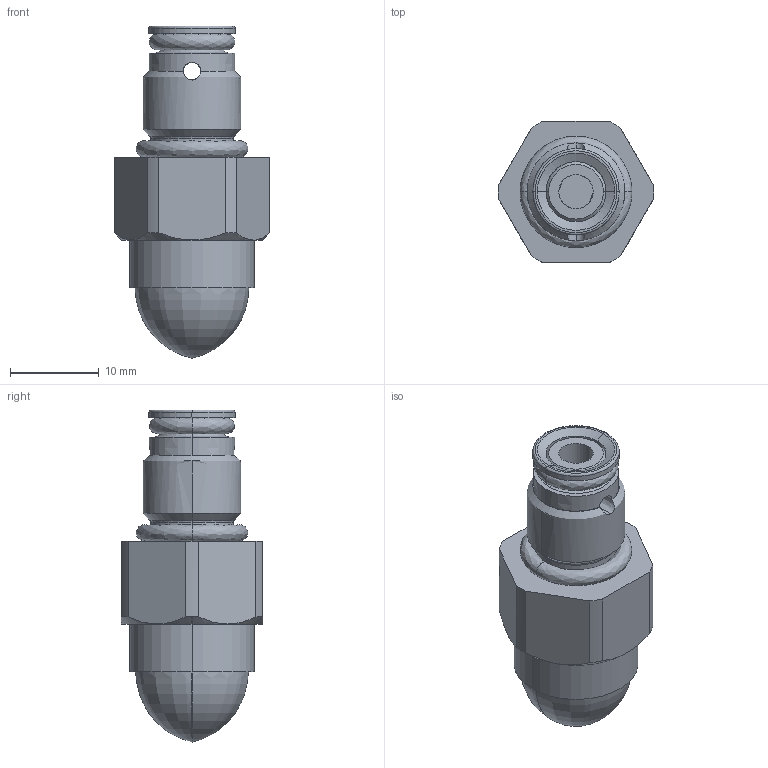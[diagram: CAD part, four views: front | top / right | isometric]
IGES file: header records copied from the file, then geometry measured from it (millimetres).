
Start section:  PTC IGES file: ilc70203771.igs
Global section: file name: ilc70203771.igs; native system: Pro/ENGINEER by Parametric Technology Corporation; preprocessor: 2007460; author: KR; organization: Unknown; date: 20110801.135852; units: inch
Bounding box: 17.53 x 15.88 x 37.31 mm (x, y, z)
Surface area: 2894 mm2 (no closed solid volume)
Topology: 0 solids, 0 shells, 109 faces, 554 edges, 548 vertices
Faces by surface type: revolution 70, bspline 39
